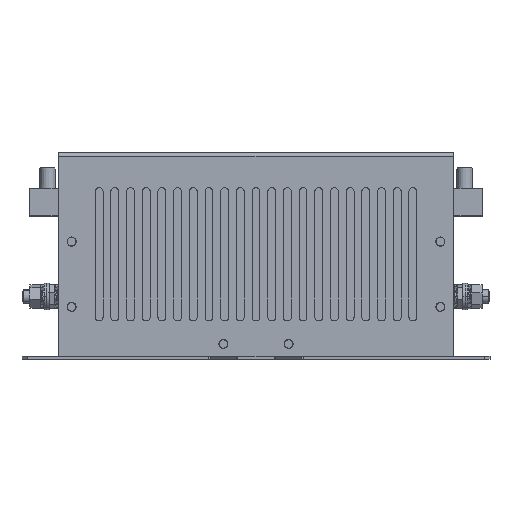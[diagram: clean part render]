
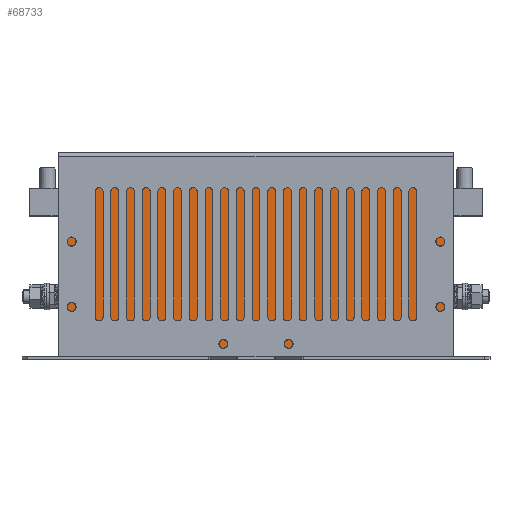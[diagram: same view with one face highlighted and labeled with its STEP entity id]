
A CAD part, top view. The second image highlights one B-rep face of the part: STEP entity #68733.
In plain terms, the highlighted planar face has unit normal (0, 0, 1).
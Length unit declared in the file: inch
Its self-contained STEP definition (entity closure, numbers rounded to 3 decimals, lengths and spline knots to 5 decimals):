
#1496 = VECTOR ( 'NONE', #32201, 39.37008 ) ;
#7993 = EDGE_CURVE ( 'NONE', #55149, #30171, #19677, .T. ) ;
#9086 = DIRECTION ( 'NONE',  ( 0., 0., 1. ) ) ;
#11434 = CARTESIAN_POINT ( 'NONE',  ( 3.69215, 0.06693, -1.08925 ) ) ;
#15241 = EDGE_CURVE ( 'NONE', #56192, #55149, #23428, .T. ) ;
#15384 = VECTOR ( 'NONE', #51619, 39.37008 ) ;
#15428 = ORIENTED_EDGE ( 'NONE', *, *, #39487, .F. ) ;
#19677 = LINE ( 'NONE', #55070, #1496 ) ;
#21901 = CARTESIAN_POINT ( 'NONE',  ( 3.69215, 2.97887, -1.08925 ) ) ;
#22420 = AXIS2_PLACEMENT_3D ( 'NONE', #53770, #9086, #47904 ) ;
#23428 = LINE ( 'NONE', #39499, #36432 ) ;
#24469 = CARTESIAN_POINT ( 'NONE',  ( -2.11887, 0.06693, -1.08925 ) ) ;
#26689 = LINE ( 'NONE', #34617, #15384 ) ;
#30171 = VERTEX_POINT ( 'NONE', #53078 ) ;
#32201 = DIRECTION ( 'NONE',  ( -1., 0., 0. ) ) ;
#32405 = VERTEX_POINT ( 'NONE', #64964 ) ;
#34617 = CARTESIAN_POINT ( 'NONE',  ( -2.11887, 2.97887, -1.08925 ) ) ;
#36432 = VECTOR ( 'NONE', #67779, 39.37008 ) ;
#37724 = ORIENTED_EDGE ( 'NONE', *, *, #15241, .F. ) ;
#39487 = EDGE_CURVE ( 'NONE', #32405, #56192, #26689, .T. ) ;
#39499 = CARTESIAN_POINT ( 'NONE',  ( 3.69215, 3.05512, -1.08925 ) ) ;
#39980 = LINE ( 'NONE', #24469, #55699 ) ;
#41634 = DIRECTION ( 'NONE',  ( 0., 1., 0. ) ) ;
#45658 = EDGE_CURVE ( 'NONE', #30171, #32405, #39980, .T. ) ;
#47904 = DIRECTION ( 'NONE',  ( 0., -1., 0. ) ) ;
#49728 = ORIENTED_EDGE ( 'NONE', *, *, #7993, .F. ) ;
#51619 = DIRECTION ( 'NONE',  ( 1., 0., 0. ) ) ;
#53078 = CARTESIAN_POINT ( 'NONE',  ( -2.11887, 0.06693, -1.08925 ) ) ;
#53770 = CARTESIAN_POINT ( 'NONE',  ( -2.1858, 0.04724, -1.08925 ) ) ;
#54457 = EDGE_LOOP ( 'NONE', ( #37724, #15428, #60598, #49728 ) ) ;
#55070 = CARTESIAN_POINT ( 'NONE',  ( 3.75908, 0.06693, -1.08925 ) ) ;
#55149 = VERTEX_POINT ( 'NONE', #11434 ) ;
#55206 = FACE_OUTER_BOUND ( 'NONE', #54457, .T. ) ;
#55699 = VECTOR ( 'NONE', #41634, 39.37008 ) ;
#56192 = VERTEX_POINT ( 'NONE', #21901 ) ;
#60598 = ORIENTED_EDGE ( 'NONE', *, *, #45658, .F. ) ;
#64503 = PLANE ( 'NONE',  #22420 ) ;
#64964 = CARTESIAN_POINT ( 'NONE',  ( -2.11887, 2.97887, -1.08925 ) ) ;
#67779 = DIRECTION ( 'NONE',  ( 0., -1., 0. ) ) ;
#68733 = ADVANCED_FACE ( 'NONE', ( #55206 ), #64503, .T. ) ;
